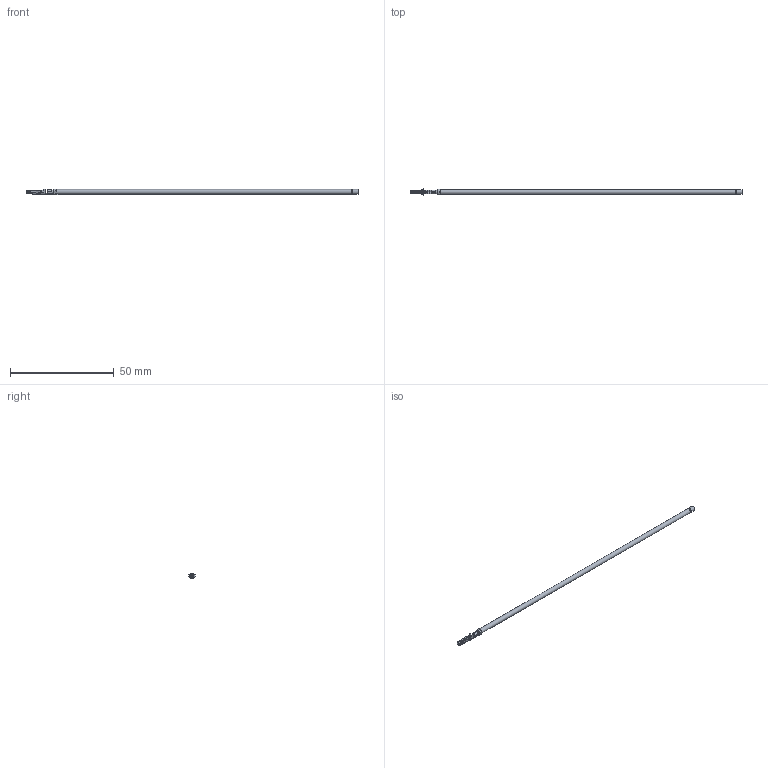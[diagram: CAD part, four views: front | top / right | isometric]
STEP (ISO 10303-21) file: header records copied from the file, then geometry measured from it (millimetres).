
FILE_DESCRIPTION(/* description */ ('Unknown'),/* implementation_level */ '2;1');
FILE_NAME(/* name */ '649500116015',/* time_stamp */ '2020-04-28T17:03:26+02:00',/* author */ ('Unknown'),/* organization */ ('Unknown'),/* preprocessor_version */ 'ST-DEVELOPER v16.7',/* originating_system */ 'DEX',/* authorisation */ $);
FILE_SCHEMA (('AUTOMOTIVE_DESIGN {1 0 10303 214 3 1 1}'));
Length unit declared in the file: millimetre
Products named in the file (3): 649500116015; Wire 16AWG Black; 64900513722DEC
Assembly tree (2 placements, depth 2):
  649500116015
    Wire 16AWG Black
    64900513722DEC
Bounding box: 160.3 x 3.2 x 2.8 mm (x, y, z)
Volume: 630.2 mm3; surface area: 1263.9 mm2
Topology: 2 solids, 2 shells, 242 faces, 644 edges, 414 vertices
Faces by surface type: plane 154, cylinder 60, bspline 20, torus 8
Full cylindrical faces by diameter (mm): 0.35 x2, 0.5 x2, 1.49 x2, 2.3 x2
Entity records: 7824 total; most frequent: CARTESIAN_POINT 1917, ORIENTED_EDGE 1234, DIRECTION 1128, EDGE_CURVE 617, VERTEX_POINT 403, LINE 376, VECTOR 376, AXIS2_PLACEMENT_3D 376
